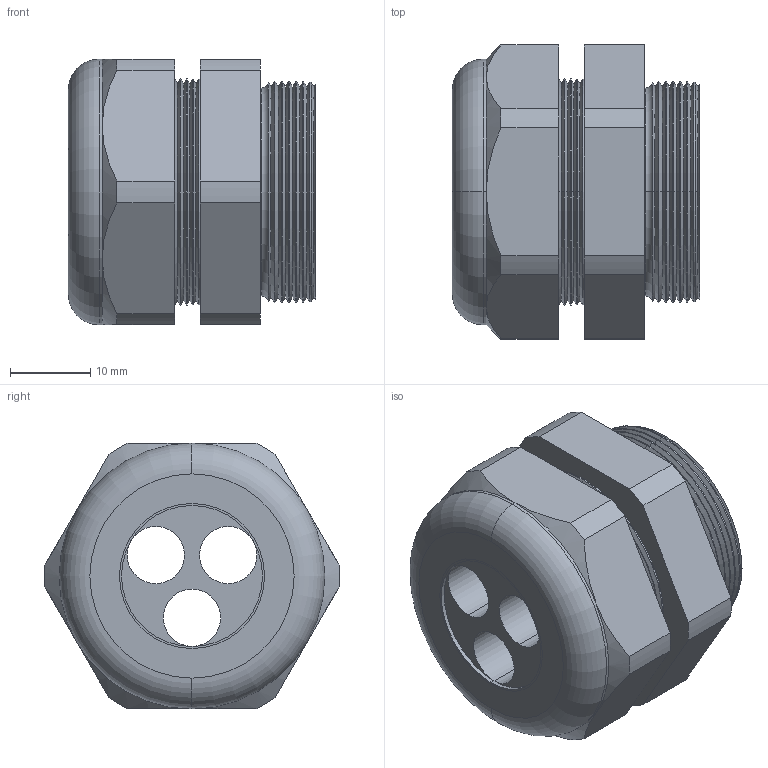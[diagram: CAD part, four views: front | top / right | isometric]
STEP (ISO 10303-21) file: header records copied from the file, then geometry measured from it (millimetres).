
FILE_DESCRIPTION (( 'STEP AP203' ), '1' );
FILE_NAME ('CD21A2-BR.STEP', '2008-12-15T11:58:08', ( 'BSI00' ), ( '' ), 'SwSTEP 2.0', 'SolidWorks 2007', '' );
FILE_SCHEMA (( 'CONFIG_CONTROL_DESIGN' ));
Length unit declared in the file: inch
Products named in the file (1): CD21A2-BR
Bounding box: 30.73 x 36.64 x 33.02 mm (x, y, z)
Volume: 16846.3 mm3; surface area: 8811.8 mm2
Topology: 2 solids, 2 shells, 126 faces, 276 edges, 158 vertices
Faces by surface type: cone 74, cylinder 26, plane 20, torus 6
Entity records: 3573 total; most frequent: DIRECTION 658, CARTESIAN_POINT 649, ORIENTED_EDGE 552, EDGE_CURVE 276, AXIS2_PLACEMENT_3D 267, VERTEX_POINT 158, CIRCLE 140, EDGE_LOOP 138
